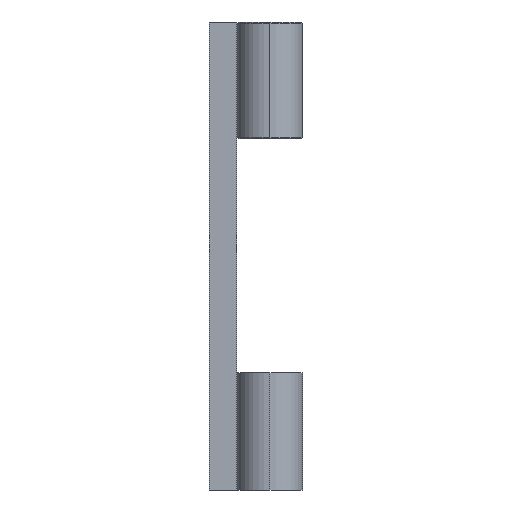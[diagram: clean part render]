
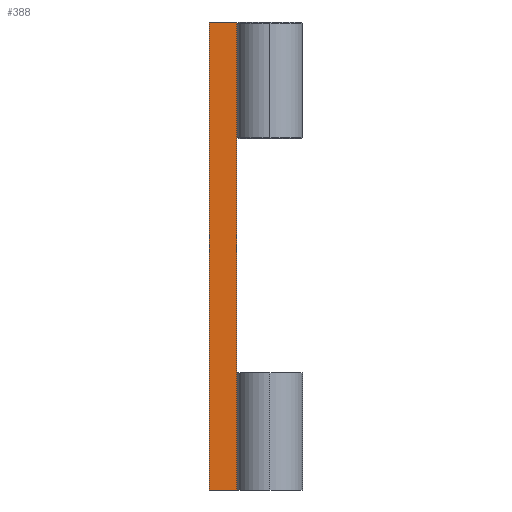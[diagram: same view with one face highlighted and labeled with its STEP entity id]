
A CAD part, left-side view. The second image highlights one B-rep face of the part: STEP entity #388.
In plain terms, the highlighted planar face has unit normal (-1, 0, 0).
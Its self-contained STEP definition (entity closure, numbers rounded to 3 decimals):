
#159 = ORIENTED_EDGE ( 'NONE', *, *, #1024, .T. ) ;
#187 = DIRECTION ( 'NONE',  ( 0., -1., 0. ) ) ;
#208 = CARTESIAN_POINT ( 'NONE',  ( -380., 0., -160. ) ) ;
#235 = DIRECTION ( 'NONE',  ( 1., 0., 0. ) ) ;
#255 = VERTEX_POINT ( 'NONE', #935 ) ;
#271 = VECTOR ( 'NONE', #187, 1000. ) ;
#304 = DIRECTION ( 'NONE',  ( 0., -1., 0. ) ) ;
#306 = DIRECTION ( 'NONE',  ( 0., 0., -1. ) ) ;
#312 = FACE_OUTER_BOUND ( 'NONE', #616, .T. ) ;
#388 = ADVANCED_FACE ( 'NONE', ( #312 ), #711, .F. ) ;
#395 = CARTESIAN_POINT ( 'NONE',  ( -380., 19., 160. ) ) ;
#402 = LINE ( 'NONE', #1200, #797 ) ;
#406 = VERTEX_POINT ( 'NONE', #1010 ) ;
#484 = LINE ( 'NONE', #677, #1298 ) ;
#487 = VERTEX_POINT ( 'NONE', #776 ) ;
#489 = AXIS2_PLACEMENT_3D ( 'NONE', #1233, #235, #306 ) ;
#491 = LINE ( 'NONE', #1168, #873 ) ;
#548 = EDGE_CURVE ( 'NONE', #255, #406, #679, .T. ) ;
#616 = EDGE_LOOP ( 'NONE', ( #159, #1174, #750, #1288 ) ) ;
#667 = DIRECTION ( 'NONE',  ( 0., 0., 1. ) ) ;
#677 = CARTESIAN_POINT ( 'NONE',  ( -380., 19., -160. ) ) ;
#679 = LINE ( 'NONE', #395, #271 ) ;
#711 = PLANE ( 'NONE',  #489 ) ;
#750 = ORIENTED_EDGE ( 'NONE', *, *, #1111, .F. ) ;
#770 = EDGE_CURVE ( 'NONE', #487, #1003, #402, .T. ) ;
#776 = CARTESIAN_POINT ( 'NONE',  ( -380., 19., -160. ) ) ;
#797 = VECTOR ( 'NONE', #304, 1000. ) ;
#873 = VECTOR ( 'NONE', #667, 1000. ) ;
#935 = CARTESIAN_POINT ( 'NONE',  ( -380., 19., 160. ) ) ;
#969 = DIRECTION ( 'NONE',  ( 0., 0., 1. ) ) ;
#1003 = VERTEX_POINT ( 'NONE', #208 ) ;
#1010 = CARTESIAN_POINT ( 'NONE',  ( -380., 0., 160. ) ) ;
#1024 = EDGE_CURVE ( 'NONE', #1003, #406, #491, .T. ) ;
#1111 = EDGE_CURVE ( 'NONE', #487, #255, #484, .T. ) ;
#1168 = CARTESIAN_POINT ( 'NONE',  ( -380., 0., -160. ) ) ;
#1174 = ORIENTED_EDGE ( 'NONE', *, *, #548, .F. ) ;
#1200 = CARTESIAN_POINT ( 'NONE',  ( -380., 19., -160. ) ) ;
#1233 = CARTESIAN_POINT ( 'NONE',  ( -380., 19., -160. ) ) ;
#1288 = ORIENTED_EDGE ( 'NONE', *, *, #770, .T. ) ;
#1298 = VECTOR ( 'NONE', #969, 1000. ) ;
